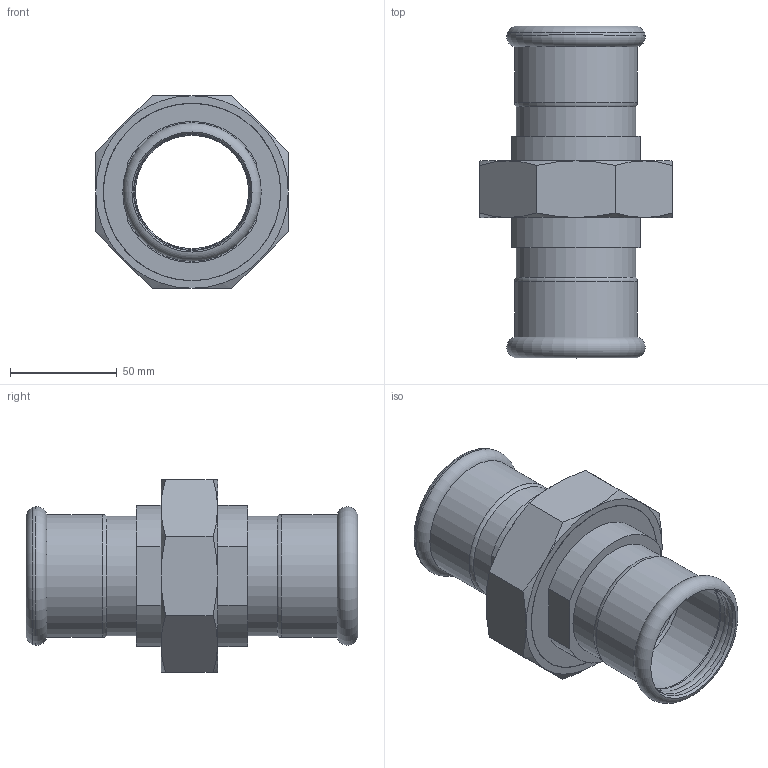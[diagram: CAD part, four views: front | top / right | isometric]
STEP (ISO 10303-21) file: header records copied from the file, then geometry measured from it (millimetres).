
FILE_DESCRIPTION(/* description */ ('Bocchettone Sede Conica a Press. DN54'),/* implementation_level */ '2;1');
FILE_NAME(/* name */ '184054000_Inoxpres.stp',/* time_stamp */ '2022-10-11T12:30:19+02:00',/* author */ ('Vault'),/* organization */ ('Raccorderie metalliche s.p.a. '),/* preprocessor_version */ 'ST-DEVELOPER v18.1',/* originating_system */ 'Autodesk Inventor 2020',/* authorisation */ 'Raccorderie metalliche s.p.a. ');
FILE_SCHEMA (('AUTOMOTIVE_DESIGN { 1 0 10303 214 3 1 1 }'));
Length unit declared in the file: millimetre
Products named in the file (1): 184054000_Inoxpres
Bounding box: 90 x 155.2 x 90 mm (x, y, z)
Volume: 161511 mm3; surface area: 79036.9 mm2
Topology: 1 solids, 2 shells, 86 faces, 231 edges, 157 vertices
Faces by surface type: cone 24, plane 24, cylinder 22, torus 16
Full cylindrical faces by diameter (mm): 53 x2, 54.5 x2, 54.7 x4, 56 x2, 57.5 x2, 61 x1, 73.5 x1, 73.9 x1, 79.6 x1, 80 x1, 82.96 x1
Entity records: 2811 total; most frequent: CARTESIAN_POINT 539, DIRECTION 522, ORIENTED_EDGE 462, AXIS2_PLACEMENT_3D 236, EDGE_CURVE 231, VERTEX_POINT 157, CIRCLE 149, EDGE_LOOP 98
